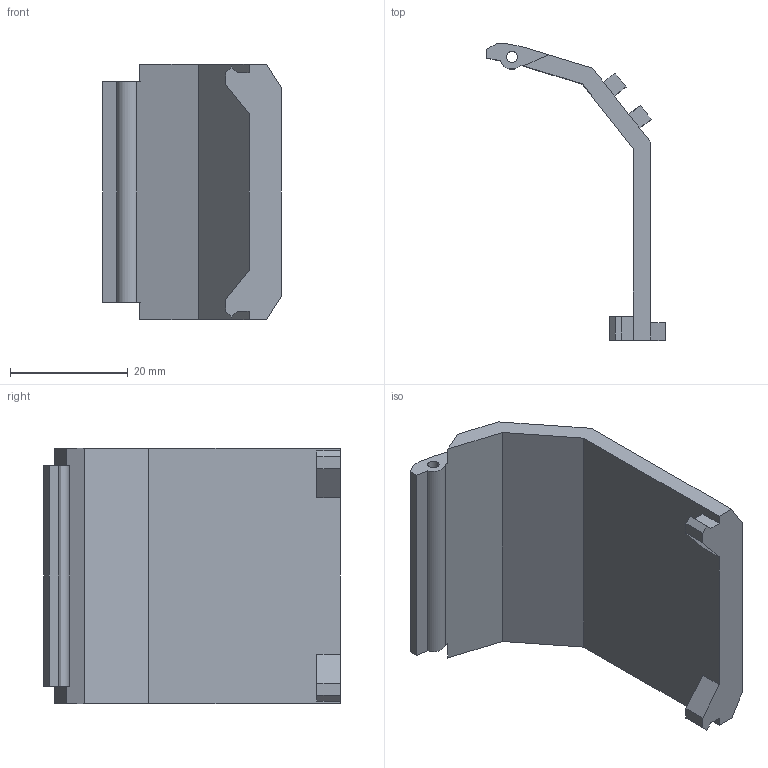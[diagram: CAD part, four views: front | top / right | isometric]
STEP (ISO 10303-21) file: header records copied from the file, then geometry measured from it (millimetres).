
FILE_DESCRIPTION (( 'STEP AP203' ), '1' );
FILE_NAME ('13.) Compartment Cover.STEP', '2023-08-09T18:58:20', ( '' ), ( '' ), 'SwSTEP 2.0', 'SolidWorks 2023', '' );
FILE_SCHEMA (( 'CONFIG_CONTROL_DESIGN' ));
Length unit declared in the file: millimetre
Products named in the file (1): 13.) Compartment Cover
Bounding box: 30.36 x 50.44 x 43.5 mm (x, y, z)
Volume: 8700.9 mm3; surface area: 7688.4 mm2
Topology: 1 solids, 1 shells, 192 faces, 515 edges, 340 vertices
Faces by surface type: plane 119, bspline 70, cylinder 3
Entity records: 9130 total; most frequent: CARTESIAN_POINT 4714, ORIENTED_EDGE 1030, DIRECTION 627, EDGE_CURVE 515, LINE 369, VECTOR 369, VERTEX_POINT 340, EDGE_LOOP 213
